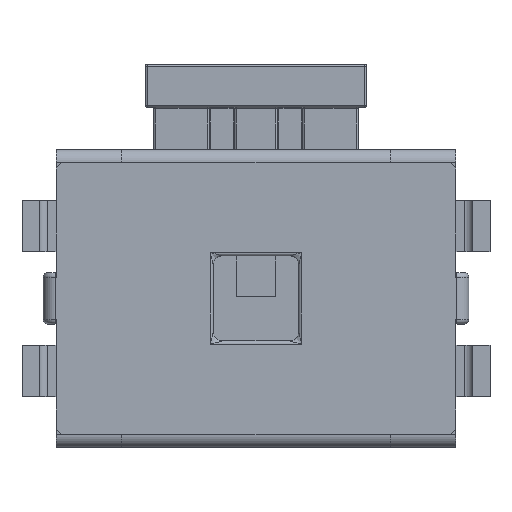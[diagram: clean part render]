
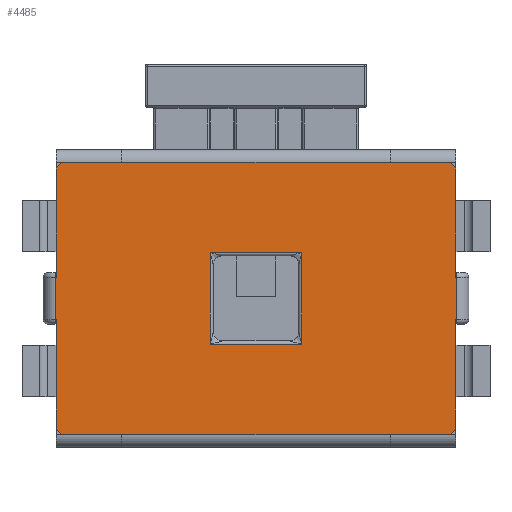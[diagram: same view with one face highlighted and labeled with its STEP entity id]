
A CAD part, top view. The second image highlights one B-rep face of the part: STEP entity #4485.
In plain terms, the highlighted planar face has unit normal (0, 0, 1).
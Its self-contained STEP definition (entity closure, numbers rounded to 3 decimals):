
#2051 = VERTEX_POINT('',#2052);
#2052 = CARTESIAN_POINT('',(2.35,-1.5,1.65));
#2058 = EDGE_CURVE('',#2051,#2059,#2061,.T.);
#2059 = VERTEX_POINT('',#2060);
#2060 = CARTESIAN_POINT('',(2.35,-0.25,1.65));
#2061 = LINE('',#2062,#2063);
#2062 = CARTESIAN_POINT('',(2.35,-1.6,1.65));
#2063 = VECTOR('',#2064,1.);
#2064 = DIRECTION('',(0.,1.,0.));
#2198 = VERTEX_POINT('',#2199);
#2199 = CARTESIAN_POINT('',(2.35,0.25,1.65));
#2206 = EDGE_CURVE('',#2198,#2207,#2209,.T.);
#2207 = VERTEX_POINT('',#2208);
#2208 = CARTESIAN_POINT('',(2.35,1.5,1.65));
#2209 = LINE('',#2210,#2211);
#2210 = CARTESIAN_POINT('',(2.35,-1.6,1.65));
#2211 = VECTOR('',#2212,1.);
#2212 = DIRECTION('',(0.,1.,0.));
#3000 = VERTEX_POINT('',#3001);
#3001 = CARTESIAN_POINT('',(-2.35,1.5,1.65));
#3007 = EDGE_CURVE('',#3000,#3008,#3010,.T.);
#3008 = VERTEX_POINT('',#3009);
#3009 = CARTESIAN_POINT('',(-2.35,0.25,1.65));
#3010 = LINE('',#3011,#3012);
#3011 = CARTESIAN_POINT('',(-2.35,1.6,1.65));
#3012 = VECTOR('',#3013,1.);
#3013 = DIRECTION('',(0.,-1.,0.));
#3147 = VERTEX_POINT('',#3148);
#3148 = CARTESIAN_POINT('',(-2.35,-0.25,1.65));
#3155 = EDGE_CURVE('',#3147,#3156,#3158,.T.);
#3156 = VERTEX_POINT('',#3157);
#3157 = CARTESIAN_POINT('',(-2.35,-1.5,1.65));
#3158 = LINE('',#3159,#3160);
#3159 = CARTESIAN_POINT('',(-2.35,1.6,1.65));
#3160 = VECTOR('',#3161,1.);
#3161 = DIRECTION('',(0.,-1.,0.));
#3772 = VERTEX_POINT('',#3773);
#3773 = CARTESIAN_POINT('',(-1.58,1.6,1.65));
#3779 = EDGE_CURVE('',#3772,#3780,#3782,.T.);
#3780 = VERTEX_POINT('',#3781);
#3781 = CARTESIAN_POINT('',(-1.58,1.602,1.65));
#3782 = LINE('',#3783,#3784);
#3783 = CARTESIAN_POINT('',(-1.58,1.6,1.65));
#3784 = VECTOR('',#3785,1.);
#3785 = DIRECTION('',(0.,1.,0.));
#3806 = VERTEX_POINT('',#3807);
#3807 = CARTESIAN_POINT('',(1.58,1.602,1.65));
#3814 = EDGE_CURVE('',#3780,#3806,#3815,.T.);
#3815 = LINE('',#3816,#3817);
#3816 = CARTESIAN_POINT('',(-1.58,1.602,1.65));
#3817 = VECTOR('',#3818,1.);
#3818 = DIRECTION('',(1.,0.,0.));
#3830 = EDGE_CURVE('',#3831,#3806,#3833,.T.);
#3831 = VERTEX_POINT('',#3832);
#3832 = CARTESIAN_POINT('',(1.58,1.6,1.65));
#3833 = LINE('',#3834,#3835);
#3834 = CARTESIAN_POINT('',(1.58,1.6,1.65));
#3835 = VECTOR('',#3836,1.);
#3836 = DIRECTION('',(0.,1.,0.));
#4388 = EDGE_CURVE('',#4389,#4391,#4393,.T.);
#4389 = VERTEX_POINT('',#4390);
#4390 = CARTESIAN_POINT('',(1.58,-1.6,1.65));
#4391 = VERTEX_POINT('',#4392);
#4392 = CARTESIAN_POINT('',(1.58,-1.602,1.65));
#4393 = LINE('',#4394,#4395);
#4394 = CARTESIAN_POINT('',(1.58,-1.6,1.65));
#4395 = VECTOR('',#4396,1.);
#4396 = DIRECTION('',(0.,-1.,0.));
#4424 = EDGE_CURVE('',#4389,#4425,#4427,.T.);
#4425 = VERTEX_POINT('',#4426);
#4426 = CARTESIAN_POINT('',(2.25,-1.6,1.65));
#4427 = LINE('',#4428,#4429);
#4428 = CARTESIAN_POINT('',(-2.35,-1.6,1.65));
#4429 = VECTOR('',#4430,1.);
#4430 = DIRECTION('',(1.,0.,0.));
#4448 = EDGE_CURVE('',#2051,#4425,#4449,.T.);
#4449 = CIRCLE('',#4450,0.1);
#4450 = AXIS2_PLACEMENT_3D('',#4451,#4452,#4453);
#4451 = CARTESIAN_POINT('',(2.25,-1.5,1.65));
#4452 = DIRECTION('',(0.,0.,-1.));
#4453 = DIRECTION('',(1.,0.,0.));
#4465 = VERTEX_POINT('',#4466);
#4466 = CARTESIAN_POINT('',(2.352,-0.25,1.65));
#4473 = EDGE_CURVE('',#4465,#2059,#4474,.T.);
#4474 = LINE('',#4475,#4476);
#4475 = CARTESIAN_POINT('',(2.352,-0.25,1.65));
#4476 = VECTOR('',#4477,1.);
#4477 = DIRECTION('',(-1.,0.,0.));
#4485 = ADVANCED_FACE('',(#4486,#4596),#4630,.T.);
#4486 = FACE_BOUND('',#4487,.T.);
#4487 = EDGE_LOOP('',(#4488,#4489,#4490,#4498,#4504,#4505,#4514,#4520,
#4521,#4522,#4523,#4531,#4538,#4539,#4547,#4555,#4561,#4562,#4571,
#4579,#4587,#4593,#4594,#4595));
#4488 = ORIENTED_EDGE('',*,*,#2058,.T.);
#4489 = ORIENTED_EDGE('',*,*,#4473,.F.);
#4490 = ORIENTED_EDGE('',*,*,#4491,.T.);
#4491 = EDGE_CURVE('',#4465,#4492,#4494,.T.);
#4492 = VERTEX_POINT('',#4493);
#4493 = CARTESIAN_POINT('',(2.352,0.25,1.65));
#4494 = LINE('',#4495,#4496);
#4495 = CARTESIAN_POINT('',(2.352,-0.3,1.65));
#4496 = VECTOR('',#4497,1.);
#4497 = DIRECTION('',(0.,1.,0.));
#4498 = ORIENTED_EDGE('',*,*,#4499,.T.);
#4499 = EDGE_CURVE('',#4492,#2198,#4500,.T.);
#4500 = LINE('',#4501,#4502);
#4501 = CARTESIAN_POINT('',(2.352,0.25,1.65));
#4502 = VECTOR('',#4503,1.);
#4503 = DIRECTION('',(-1.,0.,0.));
#4504 = ORIENTED_EDGE('',*,*,#2206,.T.);
#4505 = ORIENTED_EDGE('',*,*,#4506,.T.);
#4506 = EDGE_CURVE('',#2207,#4507,#4509,.T.);
#4507 = VERTEX_POINT('',#4508);
#4508 = CARTESIAN_POINT('',(2.25,1.6,1.65));
#4509 = CIRCLE('',#4510,0.1);
#4510 = AXIS2_PLACEMENT_3D('',#4511,#4512,#4513);
#4511 = CARTESIAN_POINT('',(2.25,1.5,1.65));
#4512 = DIRECTION('',(0.,0.,1.));
#4513 = DIRECTION('',(1.,0.,0.));
#4514 = ORIENTED_EDGE('',*,*,#4515,.T.);
#4515 = EDGE_CURVE('',#4507,#3831,#4516,.T.);
#4516 = LINE('',#4517,#4518);
#4517 = CARTESIAN_POINT('',(2.35,1.6,1.65));
#4518 = VECTOR('',#4519,1.);
#4519 = DIRECTION('',(-1.,0.,0.));
#4520 = ORIENTED_EDGE('',*,*,#3830,.T.);
#4521 = ORIENTED_EDGE('',*,*,#3814,.F.);
#4522 = ORIENTED_EDGE('',*,*,#3779,.F.);
#4523 = ORIENTED_EDGE('',*,*,#4524,.T.);
#4524 = EDGE_CURVE('',#3772,#4525,#4527,.T.);
#4525 = VERTEX_POINT('',#4526);
#4526 = CARTESIAN_POINT('',(-2.25,1.6,1.65));
#4527 = LINE('',#4528,#4529);
#4528 = CARTESIAN_POINT('',(2.35,1.6,1.65));
#4529 = VECTOR('',#4530,1.);
#4530 = DIRECTION('',(-1.,0.,0.));
#4531 = ORIENTED_EDGE('',*,*,#4532,.T.);
#4532 = EDGE_CURVE('',#4525,#3000,#4533,.T.);
#4533 = CIRCLE('',#4534,0.1);
#4534 = AXIS2_PLACEMENT_3D('',#4535,#4536,#4537);
#4535 = CARTESIAN_POINT('',(-2.25,1.5,1.65));
#4536 = DIRECTION('',(0.,0.,1.));
#4537 = DIRECTION('',(1.,0.,0.));
#4538 = ORIENTED_EDGE('',*,*,#3007,.T.);
#4539 = ORIENTED_EDGE('',*,*,#4540,.F.);
#4540 = EDGE_CURVE('',#4541,#3008,#4543,.T.);
#4541 = VERTEX_POINT('',#4542);
#4542 = CARTESIAN_POINT('',(-2.352,0.25,1.65));
#4543 = LINE('',#4544,#4545);
#4544 = CARTESIAN_POINT('',(-2.352,0.25,1.65));
#4545 = VECTOR('',#4546,1.);
#4546 = DIRECTION('',(1.,0.,0.));
#4547 = ORIENTED_EDGE('',*,*,#4548,.F.);
#4548 = EDGE_CURVE('',#4549,#4541,#4551,.T.);
#4549 = VERTEX_POINT('',#4550);
#4550 = CARTESIAN_POINT('',(-2.352,-0.25,1.65));
#4551 = LINE('',#4552,#4553);
#4552 = CARTESIAN_POINT('',(-2.352,-0.3,1.65));
#4553 = VECTOR('',#4554,1.);
#4554 = DIRECTION('',(0.,1.,0.));
#4555 = ORIENTED_EDGE('',*,*,#4556,.T.);
#4556 = EDGE_CURVE('',#4549,#3147,#4557,.T.);
#4557 = LINE('',#4558,#4559);
#4558 = CARTESIAN_POINT('',(-2.352,-0.25,1.65));
#4559 = VECTOR('',#4560,1.);
#4560 = DIRECTION('',(1.,0.,0.));
#4561 = ORIENTED_EDGE('',*,*,#3155,.T.);
#4562 = ORIENTED_EDGE('',*,*,#4563,.F.);
#4563 = EDGE_CURVE('',#4564,#3156,#4566,.T.);
#4564 = VERTEX_POINT('',#4565);
#4565 = CARTESIAN_POINT('',(-2.25,-1.6,1.65));
#4566 = CIRCLE('',#4567,0.1);
#4567 = AXIS2_PLACEMENT_3D('',#4568,#4569,#4570);
#4568 = CARTESIAN_POINT('',(-2.25,-1.5,1.65));
#4569 = DIRECTION('',(0.,0.,-1.));
#4570 = DIRECTION('',(1.,0.,0.));
#4571 = ORIENTED_EDGE('',*,*,#4572,.T.);
#4572 = EDGE_CURVE('',#4564,#4573,#4575,.T.);
#4573 = VERTEX_POINT('',#4574);
#4574 = CARTESIAN_POINT('',(-1.58,-1.6,1.65));
#4575 = LINE('',#4576,#4577);
#4576 = CARTESIAN_POINT('',(-2.35,-1.6,1.65));
#4577 = VECTOR('',#4578,1.);
#4578 = DIRECTION('',(1.,0.,0.));
#4579 = ORIENTED_EDGE('',*,*,#4580,.T.);
#4580 = EDGE_CURVE('',#4573,#4581,#4583,.T.);
#4581 = VERTEX_POINT('',#4582);
#4582 = CARTESIAN_POINT('',(-1.58,-1.602,1.65));
#4583 = LINE('',#4584,#4585);
#4584 = CARTESIAN_POINT('',(-1.58,-1.6,1.65));
#4585 = VECTOR('',#4586,1.);
#4586 = DIRECTION('',(0.,-1.,0.));
#4587 = ORIENTED_EDGE('',*,*,#4588,.T.);
#4588 = EDGE_CURVE('',#4581,#4391,#4589,.T.);
#4589 = LINE('',#4590,#4591);
#4590 = CARTESIAN_POINT('',(-1.58,-1.602,1.65));
#4591 = VECTOR('',#4592,1.);
#4592 = DIRECTION('',(1.,0.,0.));
#4593 = ORIENTED_EDGE('',*,*,#4388,.F.);
#4594 = ORIENTED_EDGE('',*,*,#4424,.T.);
#4595 = ORIENTED_EDGE('',*,*,#4448,.F.);
#4596 = FACE_BOUND('',#4597,.T.);
#4597 = EDGE_LOOP('',(#4598,#4608,#4616,#4624));
#4598 = ORIENTED_EDGE('',*,*,#4599,.F.);
#4599 = EDGE_CURVE('',#4600,#4602,#4604,.T.);
#4600 = VERTEX_POINT('',#4601);
#4601 = CARTESIAN_POINT('',(-0.538,-0.538,1.65));
#4602 = VERTEX_POINT('',#4603);
#4603 = CARTESIAN_POINT('',(0.538,-0.538,1.65));
#4604 = LINE('',#4605,#4606);
#4605 = CARTESIAN_POINT('',(-0.5,-0.538,1.65));
#4606 = VECTOR('',#4607,1.);
#4607 = DIRECTION('',(1.,0.,0.));
#4608 = ORIENTED_EDGE('',*,*,#4609,.F.);
#4609 = EDGE_CURVE('',#4610,#4600,#4612,.T.);
#4610 = VERTEX_POINT('',#4611);
#4611 = CARTESIAN_POINT('',(-0.538,0.538,1.65));
#4612 = LINE('',#4613,#4614);
#4613 = CARTESIAN_POINT('',(-0.538,0.5,1.65));
#4614 = VECTOR('',#4615,1.);
#4615 = DIRECTION('',(0.,-1.,0.));
#4616 = ORIENTED_EDGE('',*,*,#4617,.F.);
#4617 = EDGE_CURVE('',#4618,#4610,#4620,.T.);
#4618 = VERTEX_POINT('',#4619);
#4619 = CARTESIAN_POINT('',(0.538,0.538,1.65));
#4620 = LINE('',#4621,#4622);
#4621 = CARTESIAN_POINT('',(0.5,0.538,1.65));
#4622 = VECTOR('',#4623,1.);
#4623 = DIRECTION('',(-1.,0.,0.));
#4624 = ORIENTED_EDGE('',*,*,#4625,.F.);
#4625 = EDGE_CURVE('',#4602,#4618,#4626,.T.);
#4626 = LINE('',#4627,#4628);
#4627 = CARTESIAN_POINT('',(0.538,-0.5,1.65));
#4628 = VECTOR('',#4629,1.);
#4629 = DIRECTION('',(0.,1.,0.));
#4630 = PLANE('',#4631);
#4631 = AXIS2_PLACEMENT_3D('',#4632,#4633,#4634);
#4632 = CARTESIAN_POINT('',(0.,0.,1.65
));
#4633 = DIRECTION('',(0.,0.,1.));
#4634 = DIRECTION('',(-1.,0.,0.));
